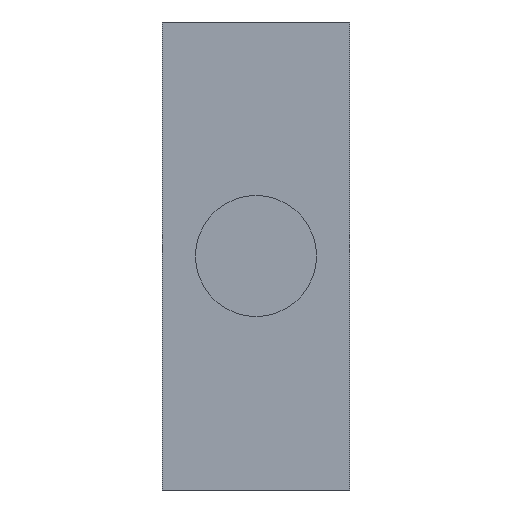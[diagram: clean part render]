
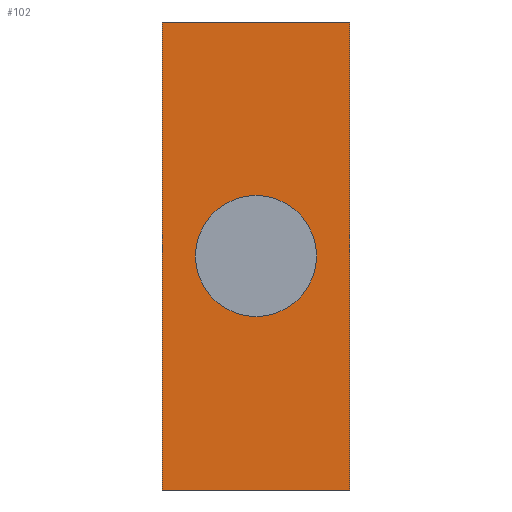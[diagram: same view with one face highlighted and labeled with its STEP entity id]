
A CAD part, front view. The second image highlights one B-rep face of the part: STEP entity #102.
In plain terms, the highlighted planar face has unit normal (0, -1, 0).
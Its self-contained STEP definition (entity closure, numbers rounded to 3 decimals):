
#37=PLANE('',#322);
#63=LINE('',#454,#85);
#67=LINE('',#462,#89);
#68=LINE('',#466,#90);
#69=LINE('',#467,#91);
#85=VECTOR('',#364,1.);
#89=VECTOR('',#370,1.);
#90=VECTOR('',#375,1.);
#91=VECTOR('',#376,1.);
#102=ADVANCED_FACE('',(#124,#125),#37,.T.);
#124=FACE_BOUND('',#149,.T.);
#125=FACE_BOUND('',#150,.T.);
#149=EDGE_LOOP('',(#192));
#150=EDGE_LOOP('',(#193,#194,#195,#196));
#192=ORIENTED_EDGE('',*,*,#284,.F.);
#193=ORIENTED_EDGE('',*,*,#285,.F.);
#194=ORIENTED_EDGE('',*,*,#283,.F.);
#195=ORIENTED_EDGE('',*,*,#286,.T.);
#196=ORIENTED_EDGE('',*,*,#279,.T.);
#252=VERTEX_POINT('',#453);
#253=VERTEX_POINT('',#455);
#254=VERTEX_POINT('',#459);
#255=VERTEX_POINT('',#461);
#256=VERTEX_POINT('',#465);
#279=EDGE_CURVE('',#253,#252,#63,.T.);
#283=EDGE_CURVE('',#255,#254,#67,.T.);
#284=EDGE_CURVE('',#256,#256,#304,.T.);
#285=EDGE_CURVE('',#254,#252,#68,.T.);
#286=EDGE_CURVE('',#255,#253,#69,.T.);
#304=CIRCLE('',#321,1.1);
#321=AXIS2_PLACEMENT_3D('',#464,#373,#374);
#322=AXIS2_PLACEMENT_3D('',#468,#377,#378);
#364=DIRECTION('',(-1.,0.,0.));
#370=DIRECTION('',(-1.,0.,0.));
#373=DIRECTION('',(0.,-1.,0.));
#374=DIRECTION('',(1.,0.,0.));
#375=DIRECTION('',(0.,0.,1.));
#376=DIRECTION('',(0.,0.,1.));
#377=DIRECTION('',(0.,-1.,0.));
#378=DIRECTION('',(0.,0.,-1.));
#453=CARTESIAN_POINT('',(0.,0.,8.5));
#454=CARTESIAN_POINT('',(3.4,0.,8.5));
#455=CARTESIAN_POINT('',(3.4,0.,8.5));
#459=CARTESIAN_POINT('',(0.,0.,0.));
#461=CARTESIAN_POINT('',(3.4,0.,0.));
#462=CARTESIAN_POINT('',(3.4,0.,0.));
#464=CARTESIAN_POINT('',(1.7,0.,4.25));
#465=CARTESIAN_POINT('',(2.8,0.,4.25));
#466=CARTESIAN_POINT('',(0.,0.,0.));
#467=CARTESIAN_POINT('',(3.4,0.,0.));
#468=CARTESIAN_POINT('',(3.4,0.,0.));
